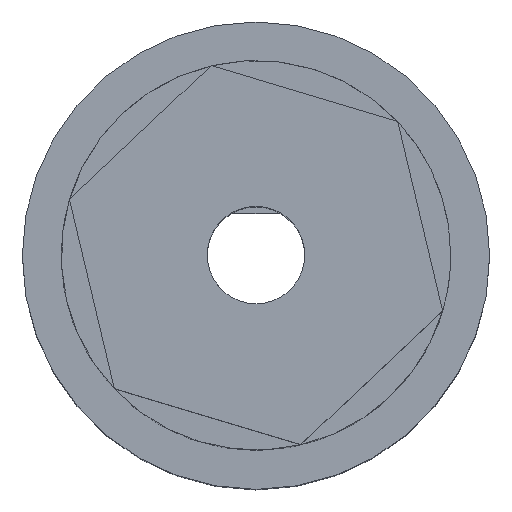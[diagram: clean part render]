
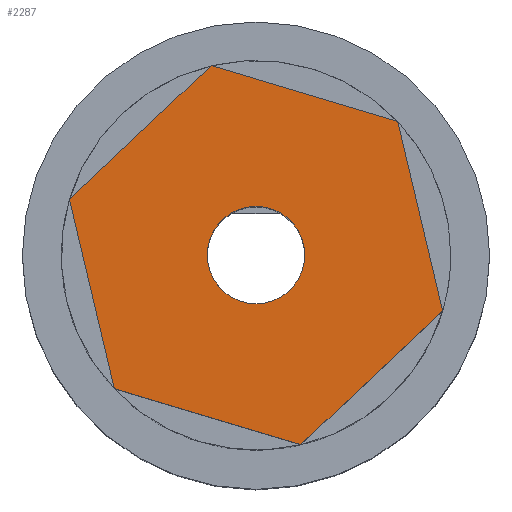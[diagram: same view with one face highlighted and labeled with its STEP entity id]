
A CAD part, top view. The second image highlights one B-rep face of the part: STEP entity #2287.
In plain terms, the highlighted planar face has unit normal (0, 0, 1).
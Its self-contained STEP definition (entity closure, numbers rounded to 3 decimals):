
#1725 = CYLINDRICAL_SURFACE('',#1726,1.25);
#1726 = AXIS2_PLACEMENT_3D('',#1727,#1728,#1729);
#1727 = CARTESIAN_POINT('',(0.,0.,18.));
#1728 = DIRECTION('',(0.,0.,1.));
#1729 = DIRECTION('',(1.,0.,0.));
#2049 = EDGE_CURVE('',#2050,#2050,#2052,.T.);
#2050 = VERTEX_POINT('',#2051);
#2051 = CARTESIAN_POINT('',(1.25,0.,18.));
#2052 = SURFACE_CURVE('',#2053,(#2058,#2065),.PCURVE_S1.);
#2053 = CIRCLE('',#2054,1.25);
#2054 = AXIS2_PLACEMENT_3D('',#2055,#2056,#2057);
#2055 = CARTESIAN_POINT('',(0.,0.,18.));
#2056 = DIRECTION('',(0.,0.,1.));
#2057 = DIRECTION('',(1.,0.,0.));
#2058 = PCURVE('',#1725,#2059);
#2059 = DEFINITIONAL_REPRESENTATION('',(#2060),#2064);
#2060 = LINE('',#2061,#2062);
#2061 = CARTESIAN_POINT('',(0.,0.));
#2062 = VECTOR('',#2063,1.);
#2063 = DIRECTION('',(1.,0.));
#2064 = ( GEOMETRIC_REPRESENTATION_CONTEXT(2) 
PARAMETRIC_REPRESENTATION_CONTEXT() REPRESENTATION_CONTEXT('2D SPACE',''
  ) );
#2065 = PCURVE('',#2066,#2071);
#2066 = PLANE('',#2067);
#2067 = AXIS2_PLACEMENT_3D('',#2068,#2069,#2070);
#2068 = CARTESIAN_POINT('',(4.79,-1.435,18.));
#2069 = DIRECTION('',(0.,0.,-1.));
#2070 = DIRECTION('',(-1.,0.,0.));
#2071 = DEFINITIONAL_REPRESENTATION('',(#2072),#2080);
#2072 = ( BOUNDED_CURVE() B_SPLINE_CURVE(2,(#2073,#2074,#2075,#2076,
#2077,#2078,#2079),.UNSPECIFIED.,.T.,.F.) B_SPLINE_CURVE_WITH_KNOTS((1,2
    ,2,2,2,1),(-2.094,0.,2.094,4.189,
6.283,8.378),.UNSPECIFIED.) CURVE() 
GEOMETRIC_REPRESENTATION_ITEM() RATIONAL_B_SPLINE_CURVE((1.,0.5,1.,0.5,
1.,0.5,1.)) REPRESENTATION_ITEM('') );
#2073 = CARTESIAN_POINT('',(3.54,1.435));
#2074 = CARTESIAN_POINT('',(3.54,3.6));
#2075 = CARTESIAN_POINT('',(5.415,2.518));
#2076 = CARTESIAN_POINT('',(7.29,1.435));
#2077 = CARTESIAN_POINT('',(5.415,0.353));
#2078 = CARTESIAN_POINT('',(3.54,-0.73));
#2079 = CARTESIAN_POINT('',(3.54,1.435));
#2080 = ( GEOMETRIC_REPRESENTATION_CONTEXT(2) 
PARAMETRIC_REPRESENTATION_CONTEXT() REPRESENTATION_CONTEXT('2D SPACE',''
  ) );
#2126 = PLANE('',#2127);
#2127 = AXIS2_PLACEMENT_3D('',#2128,#2129,#2130);
#2128 = CARTESIAN_POINT('',(4.79,-1.435,15.));
#2129 = DIRECTION('',(-0.973,-0.23,0.));
#2130 = DIRECTION('',(-0.23,0.973,0.));
#2155 = PLANE('',#2156);
#2156 = AXIS2_PLACEMENT_3D('',#2157,#2158,#2159);
#2157 = CARTESIAN_POINT('',(1.152,-4.865,15.));
#2158 = DIRECTION('',(-0.686,0.728,0.));
#2159 = DIRECTION('',(0.728,0.686,0.));
#2185 = PLANE('',#2186);
#2186 = AXIS2_PLACEMENT_3D('',#2187,#2188,#2189);
#2187 = CARTESIAN_POINT('',(-3.638,-3.43,15.));
#2188 = DIRECTION('',(0.287,0.958,0.));
#2189 = DIRECTION('',(0.958,-0.287,0.));
#2216 = PLANE('',#2217);
#2217 = AXIS2_PLACEMENT_3D('',#2218,#2219,#2220);
#2218 = CARTESIAN_POINT('',(-4.79,1.435,15.));
#2219 = DIRECTION('',(0.973,0.23,0.));
#2220 = DIRECTION('',(0.23,-0.973,0.));
#2246 = PLANE('',#2247);
#2247 = AXIS2_PLACEMENT_3D('',#2248,#2249,#2250);
#2248 = CARTESIAN_POINT('',(-1.152,4.865,15.));
#2249 = DIRECTION('',(0.686,-0.728,0.));
#2250 = DIRECTION('',(-0.728,-0.686,0.));
#2276 = PLANE('',#2277);
#2277 = AXIS2_PLACEMENT_3D('',#2278,#2279,#2280);
#2278 = CARTESIAN_POINT('',(3.638,3.43,15.));
#2279 = DIRECTION('',(-0.287,-0.958,0.));
#2280 = DIRECTION('',(-0.958,0.287,0.));
#2287 = ADVANCED_FACE('',(#2288,#2428),#2066,.F.);
#2288 = FACE_BOUND('',#2289,.F.);
#2289 = EDGE_LOOP('',(#2290,#2315,#2338,#2361,#2384,#2407));
#2290 = ORIENTED_EDGE('',*,*,#2291,.F.);
#2291 = EDGE_CURVE('',#2292,#2294,#2296,.T.);
#2292 = VERTEX_POINT('',#2293);
#2293 = CARTESIAN_POINT('',(4.79,-1.435,18.));
#2294 = VERTEX_POINT('',#2295);
#2295 = CARTESIAN_POINT('',(3.638,3.43,18.));
#2296 = SURFACE_CURVE('',#2297,(#2301,#2308),.PCURVE_S1.);
#2297 = LINE('',#2298,#2299);
#2298 = CARTESIAN_POINT('',(4.79,-1.435,18.));
#2299 = VECTOR('',#2300,1.);
#2300 = DIRECTION('',(-0.23,0.973,0.));
#2301 = PCURVE('',#2066,#2302);
#2302 = DEFINITIONAL_REPRESENTATION('',(#2303),#2307);
#2303 = LINE('',#2304,#2305);
#2304 = CARTESIAN_POINT('',(0.,0.));
#2305 = VECTOR('',#2306,1.);
#2306 = DIRECTION('',(0.23,0.973));
#2307 = ( GEOMETRIC_REPRESENTATION_CONTEXT(2) 
PARAMETRIC_REPRESENTATION_CONTEXT() REPRESENTATION_CONTEXT('2D SPACE',''
  ) );
#2308 = PCURVE('',#2126,#2309);
#2309 = DEFINITIONAL_REPRESENTATION('',(#2310),#2314);
#2310 = LINE('',#2311,#2312);
#2311 = CARTESIAN_POINT('',(0.,-3.));
#2312 = VECTOR('',#2313,1.);
#2313 = DIRECTION('',(1.,0.));
#2314 = ( GEOMETRIC_REPRESENTATION_CONTEXT(2) 
PARAMETRIC_REPRESENTATION_CONTEXT() REPRESENTATION_CONTEXT('2D SPACE',''
  ) );
#2315 = ORIENTED_EDGE('',*,*,#2316,.F.);
#2316 = EDGE_CURVE('',#2317,#2292,#2319,.T.);
#2317 = VERTEX_POINT('',#2318);
#2318 = CARTESIAN_POINT('',(1.152,-4.865,18.));
#2319 = SURFACE_CURVE('',#2320,(#2324,#2331),.PCURVE_S1.);
#2320 = LINE('',#2321,#2322);
#2321 = CARTESIAN_POINT('',(1.152,-4.865,18.));
#2322 = VECTOR('',#2323,1.);
#2323 = DIRECTION('',(0.728,0.686,0.));
#2324 = PCURVE('',#2066,#2325);
#2325 = DEFINITIONAL_REPRESENTATION('',(#2326),#2330);
#2326 = LINE('',#2327,#2328);
#2327 = CARTESIAN_POINT('',(3.638,-3.43));
#2328 = VECTOR('',#2329,1.);
#2329 = DIRECTION('',(-0.728,0.686));
#2330 = ( GEOMETRIC_REPRESENTATION_CONTEXT(2) 
PARAMETRIC_REPRESENTATION_CONTEXT() REPRESENTATION_CONTEXT('2D SPACE',''
  ) );
#2331 = PCURVE('',#2155,#2332);
#2332 = DEFINITIONAL_REPRESENTATION('',(#2333),#2337);
#2333 = LINE('',#2334,#2335);
#2334 = CARTESIAN_POINT('',(0.,-3.));
#2335 = VECTOR('',#2336,1.);
#2336 = DIRECTION('',(1.,0.));
#2337 = ( GEOMETRIC_REPRESENTATION_CONTEXT(2) 
PARAMETRIC_REPRESENTATION_CONTEXT() REPRESENTATION_CONTEXT('2D SPACE',''
  ) );
#2338 = ORIENTED_EDGE('',*,*,#2339,.F.);
#2339 = EDGE_CURVE('',#2340,#2317,#2342,.T.);
#2340 = VERTEX_POINT('',#2341);
#2341 = CARTESIAN_POINT('',(-3.638,-3.43,18.));
#2342 = SURFACE_CURVE('',#2343,(#2347,#2354),.PCURVE_S1.);
#2343 = LINE('',#2344,#2345);
#2344 = CARTESIAN_POINT('',(-3.638,-3.43,18.));
#2345 = VECTOR('',#2346,1.);
#2346 = DIRECTION('',(0.958,-0.287,0.));
#2347 = PCURVE('',#2066,#2348);
#2348 = DEFINITIONAL_REPRESENTATION('',(#2349),#2353);
#2349 = LINE('',#2350,#2351);
#2350 = CARTESIAN_POINT('',(8.427,-1.995));
#2351 = VECTOR('',#2352,1.);
#2352 = DIRECTION('',(-0.958,-0.287));
#2353 = ( GEOMETRIC_REPRESENTATION_CONTEXT(2) 
PARAMETRIC_REPRESENTATION_CONTEXT() REPRESENTATION_CONTEXT('2D SPACE',''
  ) );
#2354 = PCURVE('',#2185,#2355);
#2355 = DEFINITIONAL_REPRESENTATION('',(#2356),#2360);
#2356 = LINE('',#2357,#2358);
#2357 = CARTESIAN_POINT('',(0.,-3.));
#2358 = VECTOR('',#2359,1.);
#2359 = DIRECTION('',(1.,0.));
#2360 = ( GEOMETRIC_REPRESENTATION_CONTEXT(2) 
PARAMETRIC_REPRESENTATION_CONTEXT() REPRESENTATION_CONTEXT('2D SPACE',''
  ) );
#2361 = ORIENTED_EDGE('',*,*,#2362,.F.);
#2362 = EDGE_CURVE('',#2363,#2340,#2365,.T.);
#2363 = VERTEX_POINT('',#2364);
#2364 = CARTESIAN_POINT('',(-4.79,1.435,18.));
#2365 = SURFACE_CURVE('',#2366,(#2370,#2377),.PCURVE_S1.);
#2366 = LINE('',#2367,#2368);
#2367 = CARTESIAN_POINT('',(-4.79,1.435,18.));
#2368 = VECTOR('',#2369,1.);
#2369 = DIRECTION('',(0.23,-0.973,0.));
#2370 = PCURVE('',#2066,#2371);
#2371 = DEFINITIONAL_REPRESENTATION('',(#2372),#2376);
#2372 = LINE('',#2373,#2374);
#2373 = CARTESIAN_POINT('',(9.579,2.87));
#2374 = VECTOR('',#2375,1.);
#2375 = DIRECTION('',(-0.23,-0.973));
#2376 = ( GEOMETRIC_REPRESENTATION_CONTEXT(2) 
PARAMETRIC_REPRESENTATION_CONTEXT() REPRESENTATION_CONTEXT('2D SPACE',''
  ) );
#2377 = PCURVE('',#2216,#2378);
#2378 = DEFINITIONAL_REPRESENTATION('',(#2379),#2383);
#2379 = LINE('',#2380,#2381);
#2380 = CARTESIAN_POINT('',(0.,-3.));
#2381 = VECTOR('',#2382,1.);
#2382 = DIRECTION('',(1.,0.));
#2383 = ( GEOMETRIC_REPRESENTATION_CONTEXT(2) 
PARAMETRIC_REPRESENTATION_CONTEXT() REPRESENTATION_CONTEXT('2D SPACE',''
  ) );
#2384 = ORIENTED_EDGE('',*,*,#2385,.F.);
#2385 = EDGE_CURVE('',#2386,#2363,#2388,.T.);
#2386 = VERTEX_POINT('',#2387);
#2387 = CARTESIAN_POINT('',(-1.152,4.865,18.));
#2388 = SURFACE_CURVE('',#2389,(#2393,#2400),.PCURVE_S1.);
#2389 = LINE('',#2390,#2391);
#2390 = CARTESIAN_POINT('',(-1.152,4.865,18.));
#2391 = VECTOR('',#2392,1.);
#2392 = DIRECTION('',(-0.728,-0.686,0.));
#2393 = PCURVE('',#2066,#2394);
#2394 = DEFINITIONAL_REPRESENTATION('',(#2395),#2399);
#2395 = LINE('',#2396,#2397);
#2396 = CARTESIAN_POINT('',(5.942,6.301));
#2397 = VECTOR('',#2398,1.);
#2398 = DIRECTION('',(0.728,-0.686));
#2399 = ( GEOMETRIC_REPRESENTATION_CONTEXT(2) 
PARAMETRIC_REPRESENTATION_CONTEXT() REPRESENTATION_CONTEXT('2D SPACE',''
  ) );
#2400 = PCURVE('',#2246,#2401);
#2401 = DEFINITIONAL_REPRESENTATION('',(#2402),#2406);
#2402 = LINE('',#2403,#2404);
#2403 = CARTESIAN_POINT('',(0.,-3.));
#2404 = VECTOR('',#2405,1.);
#2405 = DIRECTION('',(1.,-0.));
#2406 = ( GEOMETRIC_REPRESENTATION_CONTEXT(2) 
PARAMETRIC_REPRESENTATION_CONTEXT() REPRESENTATION_CONTEXT('2D SPACE',''
  ) );
#2407 = ORIENTED_EDGE('',*,*,#2408,.F.);
#2408 = EDGE_CURVE('',#2294,#2386,#2409,.T.);
#2409 = SURFACE_CURVE('',#2410,(#2414,#2421),.PCURVE_S1.);
#2410 = LINE('',#2411,#2412);
#2411 = CARTESIAN_POINT('',(3.638,3.43,18.));
#2412 = VECTOR('',#2413,1.);
#2413 = DIRECTION('',(-0.958,0.287,0.));
#2414 = PCURVE('',#2066,#2415);
#2415 = DEFINITIONAL_REPRESENTATION('',(#2416),#2420);
#2416 = LINE('',#2417,#2418);
#2417 = CARTESIAN_POINT('',(1.152,4.865));
#2418 = VECTOR('',#2419,1.);
#2419 = DIRECTION('',(0.958,0.287));
#2420 = ( GEOMETRIC_REPRESENTATION_CONTEXT(2) 
PARAMETRIC_REPRESENTATION_CONTEXT() REPRESENTATION_CONTEXT('2D SPACE',''
  ) );
#2421 = PCURVE('',#2276,#2422);
#2422 = DEFINITIONAL_REPRESENTATION('',(#2423),#2427);
#2423 = LINE('',#2424,#2425);
#2424 = CARTESIAN_POINT('',(0.,-3.));
#2425 = VECTOR('',#2426,1.);
#2426 = DIRECTION('',(1.,0.));
#2427 = ( GEOMETRIC_REPRESENTATION_CONTEXT(2) 
PARAMETRIC_REPRESENTATION_CONTEXT() REPRESENTATION_CONTEXT('2D SPACE',''
  ) );
#2428 = FACE_BOUND('',#2429,.F.);
#2429 = EDGE_LOOP('',(#2430));
#2430 = ORIENTED_EDGE('',*,*,#2049,.T.);
